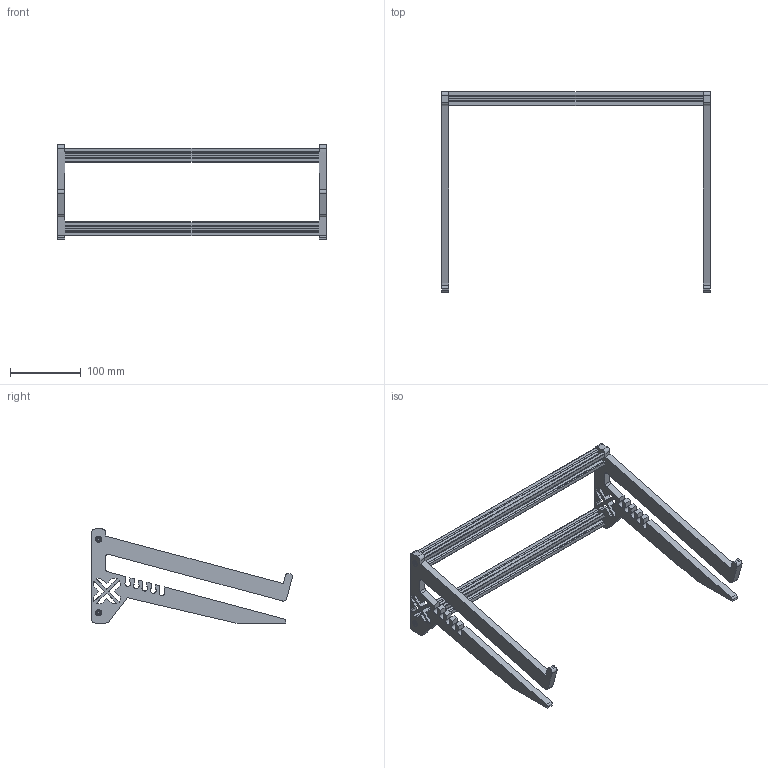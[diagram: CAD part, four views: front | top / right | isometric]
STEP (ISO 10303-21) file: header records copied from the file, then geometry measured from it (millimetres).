
FILE_DESCRIPTION(/* description */ (''),/* implementation_level */ '2;1');
FILE_NAME(/* name */ 'Laptop stand diy v6.step',/* time_stamp */ '2020-04-22T14:18:43+02:00',/* author */ (''),/* organization */ (''),/* preprocessor_version */ 'ST-DEVELOPER v18.1',/* originating_system */ 'Autodesk Translation Framework v9.2.0.1227',/* authorisation */ '');
FILE_SCHEMA (('AUTOMOTIVE_DESIGN { 1 0 10303 214 3 1 1 }'));
Length unit declared in the file: millimetre
Products named in the file (7): Laptop stand diy; HW206NRC_Wymiar_PL; HW206NRC_Wymiar_PL_1; HW206NRC_Wymiar_PL_2; right panel; left panel; Low Profile Screw M5 v1
Assembly tree (10 placements, depth 3):
  Laptop stand diy
    HW206NRC_Wymiar_PL
      HW206NRC_Wymiar_PL_2
    HW206NRC_Wymiar_PL_1
      HW206NRC_Wymiar_PL_2
    right panel
    left panel
    Low Profile Screw M5 v1  x4
Bounding box: 381 x 284.03 x 133.06 mm (x, y, z)
Volume: 418248.9 mm3; surface area: 212348.9 mm2
Topology: 8 solids, 8 shells, 384 faces, 1087 edges, 731 vertices
Faces by surface type: plane 280, cylinder 52, bspline 40, cone 8, torus 4
Full cylindrical faces by diameter (mm): 4.2 x2, 5 x4, 5.3 x4, 9 x4
Entity records: 9236 total; most frequent: CARTESIAN_POINT 2125, ORIENTED_EDGE 1554, DIRECTION 1288, EDGE_CURVE 777, LINE 590, VECTOR 590, VERTEX_POINT 520, AXIS2_PLACEMENT_3D 349
